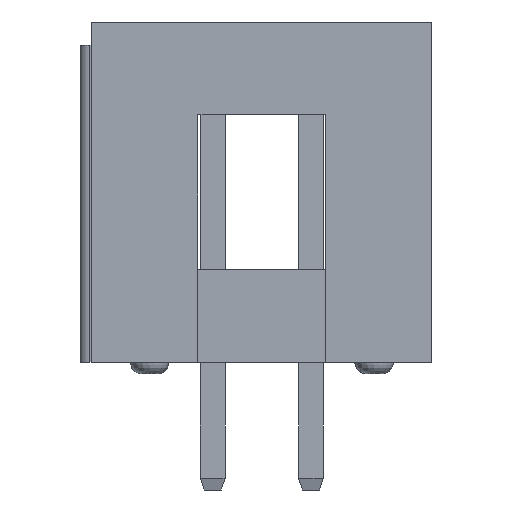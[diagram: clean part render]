
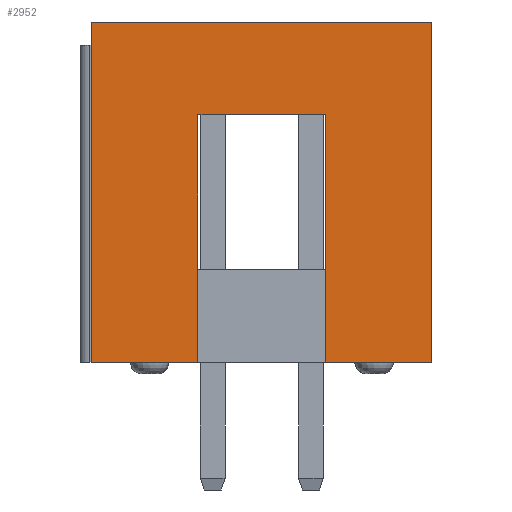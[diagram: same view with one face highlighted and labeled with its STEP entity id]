
A CAD part, left-side view. The second image highlights one B-rep face of the part: STEP entity #2952.
In plain terms, the highlighted planar face has unit normal (-1, 0, 0).
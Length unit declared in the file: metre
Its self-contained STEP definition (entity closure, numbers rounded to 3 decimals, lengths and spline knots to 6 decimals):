
#1512 = EDGE_CURVE( '', #4145, #4146, #4147, .T. );
#1534 = EDGE_CURVE( '', #4185, #4186, #4187, .T. );
#2278 = EDGE_CURVE( '', #4975, #5291, #5292, .T. );
#2400 = EDGE_CURVE( '', #4146, #4013, #5449, .T. );
#2444 = EDGE_CURVE( '', #5291, #4186, #5504, .T. );
#2456 = EDGE_CURVE( '', #4185, #5521, #5522, .T. );
#2678 = EDGE_CURVE( '', #4145, #4975, #5795, .T. );
#2952 = ADVANCED_FACE( '', ( #6122 ), #6123, .T. );
#3366 = EDGE_CURVE( '', #5521, #4013, #6644, .T. );
#4013 = VERTEX_POINT( '', #7472 );
#4145 = VERTEX_POINT( '', #7664 );
#4146 = VERTEX_POINT( '', #7665 );
#4147 = LINE( '', #7666, #7667 );
#4185 = VERTEX_POINT( '', #7720 );
#4186 = VERTEX_POINT( '', #7721 );
#4187 = LINE( '', #7722, #7723 );
#4975 = VERTEX_POINT( '', #8897 );
#5291 = VERTEX_POINT( '', #9366 );
#5292 = LINE( '', #9367, #9368 );
#5449 = LINE( '', #9606, #9607 );
#5504 = LINE( '', #9694, #9695 );
#5521 = VERTEX_POINT( '', #9719 );
#5522 = LINE( '', #9720, #9721 );
#5795 = LINE( '', #10175, #10176 );
#6122 = FACE_OUTER_BOUND( '', #10708, .T. );
#6123 = PLANE( '', #10709 );
#6644 = LINE( '', #11532, #11533 );
#7472 = CARTESIAN_POINT( '', ( -0.012643, 0.004258, 0.0091 ) );
#7664 = CARTESIAN_POINT( '', ( -0.012643, 0.001508, 0.0003 ) );
#7665 = CARTESIAN_POINT( '', ( -0.012643, 0.004258, 0.0003 ) );
#7666 = CARTESIAN_POINT( '', ( -0.012643, -0.000132, 0.0003 ) );
#7667 = VECTOR( '', #12435, 1. );
#7720 = CARTESIAN_POINT( '', ( -0.012643, -0.004542, 0.0003 ) );
#7721 = CARTESIAN_POINT( '', ( -0.012643, -0.001792, 0.0003 ) );
#7722 = CARTESIAN_POINT( '', ( -0.012643, -0.000132, 0.0003 ) );
#7723 = VECTOR( '', #12467, 1. );
#8897 = CARTESIAN_POINT( '', ( -0.012643, 0.001508, 0.0067 ) );
#9366 = CARTESIAN_POINT( '', ( -0.012643, -0.001792, 0.0067 ) );
#9367 = CARTESIAN_POINT( '', ( -0.012643, -0.004532, 0.0067 ) );
#9368 = VECTOR( '', #13652, 1. );
#9606 = CARTESIAN_POINT( '', ( -0.012643, 0.004258, 0.0003 ) );
#9607 = VECTOR( '', #13852, 1. );
#9694 = CARTESIAN_POINT( '', ( -0.012643, -0.001792, 0.0003 ) );
#9695 = VECTOR( '', #13911, 1. );
#9719 = CARTESIAN_POINT( '', ( -0.012643, -0.004542, 0.0091 ) );
#9720 = CARTESIAN_POINT( '', ( -0.012643, -0.004542, 0.0003 ) );
#9721 = VECTOR( '', #13931, 1. );
#10175 = CARTESIAN_POINT( '', ( -0.012643, 0.001508, 0.0003 ) );
#10176 = VECTOR( '', #14307, 1. );
#10708 = EDGE_LOOP( '', ( #14753, #14754, #14755, #14756, #14757, #14758, #14759, #14760 ) );
#10709 = AXIS2_PLACEMENT_3D( '', #14761, #14762, #14763 );
#11532 = CARTESIAN_POINT( '', ( -0.012643, 0.004268, 0.0091 ) );
#11533 = VECTOR( '', #15626, 1. );
#12435 = DIRECTION( '', ( 0., 1., 0. ) );
#12467 = DIRECTION( '', ( 0., 1., 0. ) );
#13652 = DIRECTION( '', ( 0., -1., 0. ) );
#13852 = DIRECTION( '', ( 0., 0., 1. ) );
#13911 = DIRECTION( '', ( 0., 0., -1. ) );
#13931 = DIRECTION( '', ( 0., 0., 1. ) );
#14307 = DIRECTION( '', ( 0., 0., 1. ) );
#14753 = ORIENTED_EDGE( '', *, *, #3366, .T. );
#14754 = ORIENTED_EDGE( '', *, *, #2400, .F. );
#14755 = ORIENTED_EDGE( '', *, *, #1512, .F. );
#14756 = ORIENTED_EDGE( '', *, *, #2678, .T. );
#14757 = ORIENTED_EDGE( '', *, *, #2278, .T. );
#14758 = ORIENTED_EDGE( '', *, *, #2444, .T. );
#14759 = ORIENTED_EDGE( '', *, *, #1534, .F. );
#14760 = ORIENTED_EDGE( '', *, *, #2456, .T. );
#14761 = CARTESIAN_POINT( '', ( -0.012643, -0.004532, 0.0003 ) );
#14762 = DIRECTION( '', ( -1., 0., 0. ) );
#14763 = DIRECTION( '', ( 0., 1., 0. ) );
#15626 = DIRECTION( '', ( 0., 1., 0. ) );
